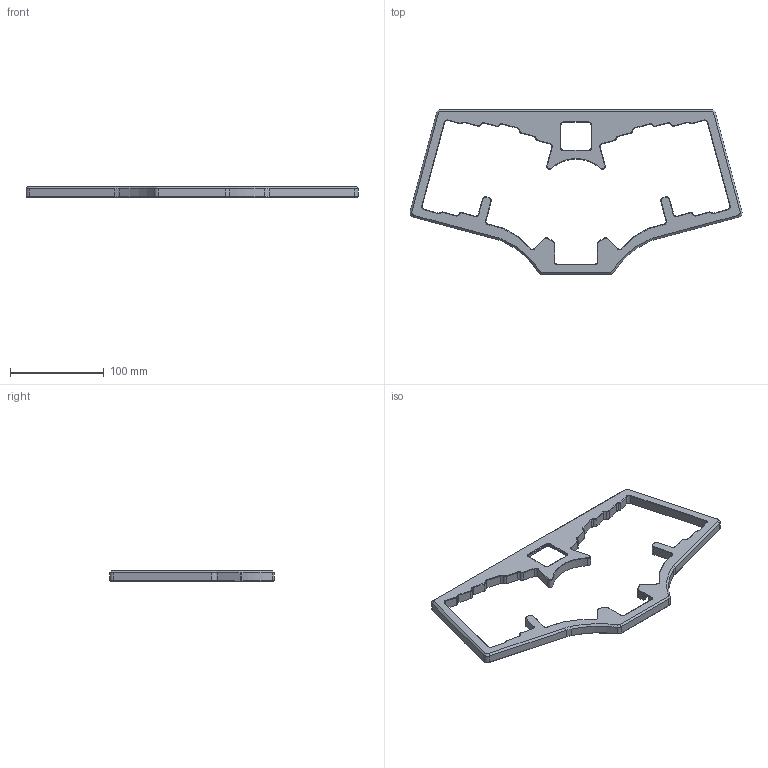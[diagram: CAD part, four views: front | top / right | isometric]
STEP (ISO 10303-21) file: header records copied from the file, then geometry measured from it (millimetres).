
FILE_DESCRIPTION(/* description */ (''),/* implementation_level */ '2;1');
FILE_NAME(/* name */ 'Case Top.step',/* time_stamp */ '2023-07-14T19:32:51+01:00',/* author */ (''),/* organization */ (''),/* preprocessor_version */ 'ST-DEVELOPER v19.2',/* originating_system */ 'Autodesk Translation Framework v12.6.0.85',/* authorisation */ '');
FILE_SCHEMA (('AUTOMOTIVE_DESIGN { 1 0 10303 214 3 1 1 }'));
Products named in the file (1): Case Top
Bounding box: 354.44 x 176.04 x 11 mm (x, y, z)
Volume: 137785.8 mm3; surface area: 57139.9 mm2
Topology: 1 solids, 1 shells, 891 faces, 2454 edges, 1566 vertices
Faces by surface type: cylinder 547, plane 207, cone 109, bspline 28
Full cylindrical faces by diameter (mm): 2.529 x112, 3.086 x28
Entity records: 52131 total; most frequent: CARTESIAN_POINT 30896, ORIENTED_EDGE 4880, DIRECTION 3820, EDGE_CURVE 2440, VERTEX_POINT 1566, AXIS2_PLACEMENT_3D 1370, LINE 1080, VECTOR 1080
